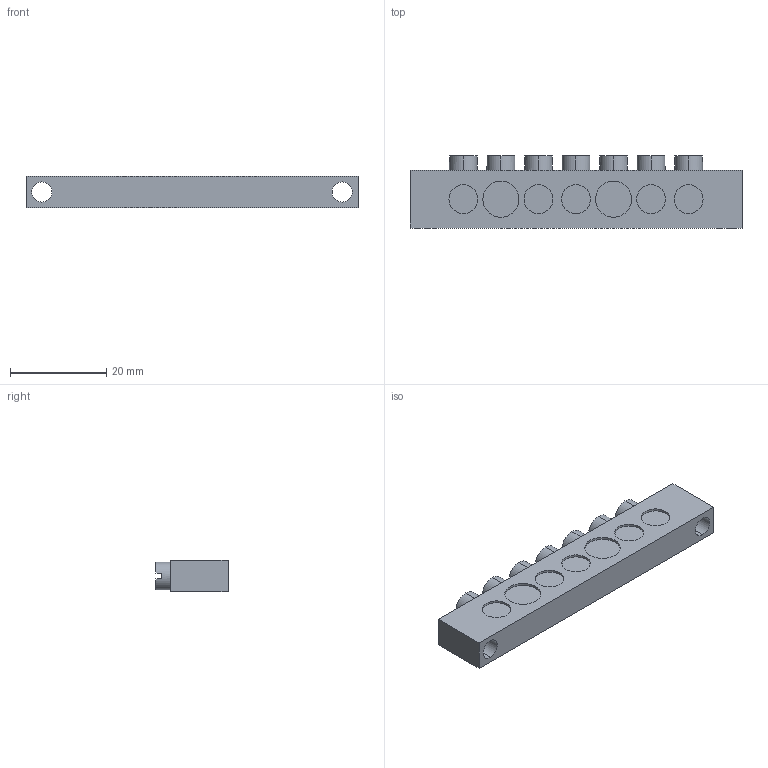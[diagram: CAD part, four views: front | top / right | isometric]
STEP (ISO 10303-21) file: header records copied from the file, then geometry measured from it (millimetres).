
FILE_DESCRIPTION (( 'STEP AP203' ), '1' );
FILE_NAME ('7x12mm - 7 Delikli Pano Topraklama Klemensi.STEP', '2018-11-30T07:11:18', ( '' ), ( '' ), 'SwSTEP 2.0', 'SolidWorks 2011', '' );
FILE_SCHEMA (( 'CONFIG_CONTROL_DESIGN' ));
Length unit declared in the file: millimetre
Products named in the file (1): 7x12mm - 7 Delikli Pano Topraklama Klemensi
Bounding box: 69 x 15 x 6.5 mm (x, y, z)
Volume: 5297.5 mm3; surface area: 3610.4 mm2
Topology: 1 solids, 1 shells, 157 faces, 402 edges, 268 vertices
Faces by surface type: plane 111, cylinder 46
Entity records: 4861 total; most frequent: CARTESIAN_POINT 912, DIRECTION 810, ORIENTED_EDGE 804, EDGE_CURVE 402, AXIS2_PLACEMENT_3D 278, VERTEX_POINT 268, LINE 254, VECTOR 254
